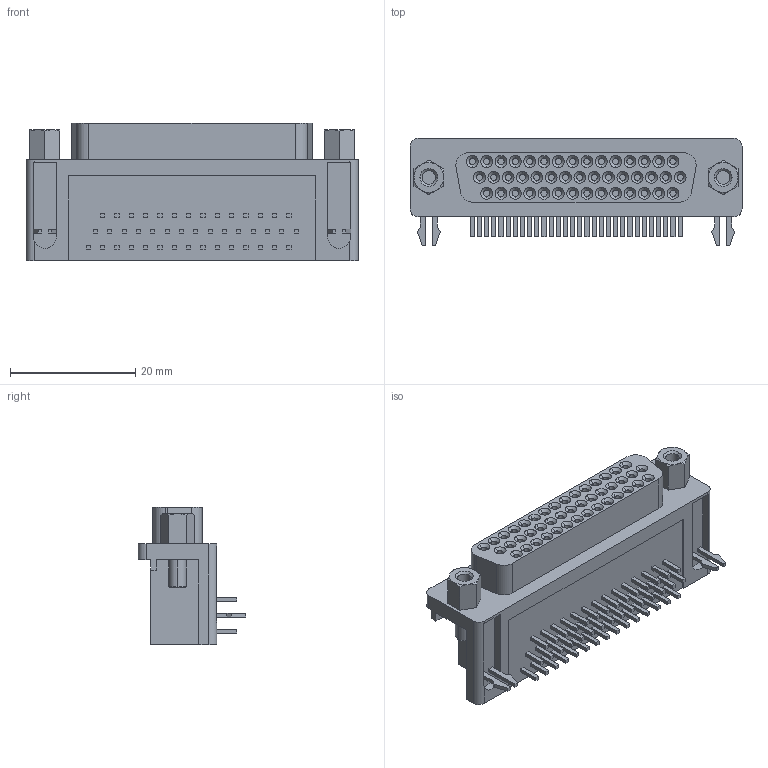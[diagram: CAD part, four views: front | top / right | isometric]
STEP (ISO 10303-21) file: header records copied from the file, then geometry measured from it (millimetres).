
FILE_DESCRIPTION (( 'STEP AP214' ), '1' );
FILE_NAME ('DRH-44F-SERVO.STEP', '2017-12-02T20:52:55', ( '' ), ( '' ), 'SwSTEP 2.0', 'SolidWorks 2017', '' );
FILE_SCHEMA (( 'AUTOMOTIVE_DESIGN' ));
Length unit declared in the file: millimetre
Products named in the file (1): DRH-44F-SERVO
Bounding box: 53.05 x 17.18 x 21.9 mm (x, y, z)
Volume: 9550.1 mm3; surface area: 5558.7 mm2
Topology: 1 solids, 1 shells, 560 faces, 1269 edges, 810 vertices
Faces by surface type: plane 345, cone 108, cylinder 107
Entity records: 19349 total; most frequent: CARTESIAN_POINT 2754, DIRECTION 2689, ORIENTED_EDGE 2538, EDGE_CURVE 1269, LINE 919, VECTOR 919, AXIS2_PLACEMENT_3D 885, VERTEX_POINT 810
